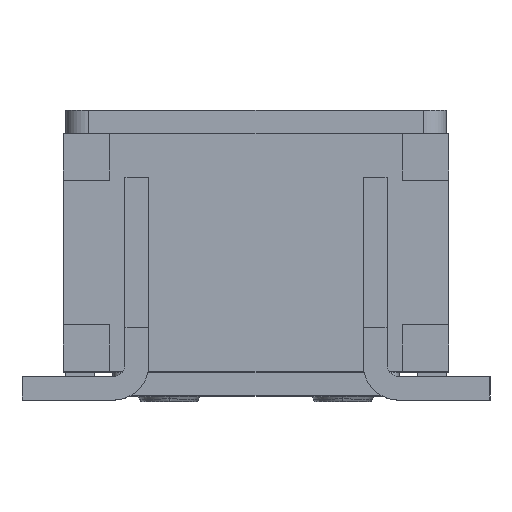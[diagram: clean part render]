
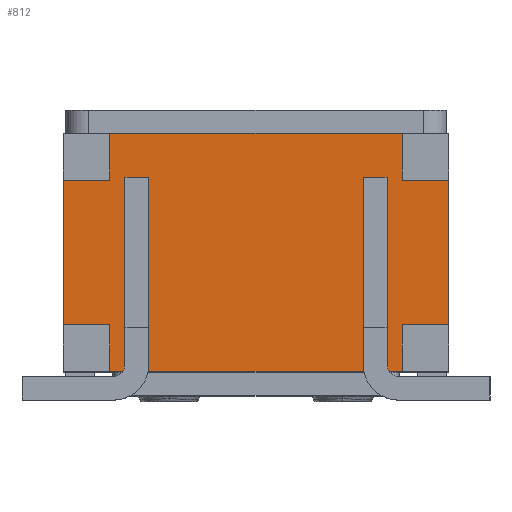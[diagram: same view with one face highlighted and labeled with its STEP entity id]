
A CAD part, top view. The second image highlights one B-rep face of the part: STEP entity #812.
In plain terms, the highlighted face is planar.
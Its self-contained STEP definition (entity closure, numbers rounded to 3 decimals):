
#39 = DIRECTION ( 'NONE',  ( 0., 0., 1. ) ) ;
#55 = VERTEX_POINT ( 'NONE', #5567 ) ;
#89 = DIRECTION ( 'NONE',  ( 0., 1., 0. ) ) ;
#132 = VECTOR ( 'NONE', #89, 1000. ) ;
#136 = ORIENTED_EDGE ( 'NONE', *, *, #4580, .F. ) ;
#172 = DIRECTION ( 'NONE',  ( 0., 0., -1. ) ) ;
#176 = CARTESIAN_POINT ( 'NONE',  ( 8.05, 4.115, 1.54 ) ) ;
#196 = EDGE_CURVE ( 'NONE', #5121, #2107, #1872, .T. ) ;
#579 = CARTESIAN_POINT ( 'NONE',  ( 8.05, -4.165, 1.54 ) ) ;
#752 = VECTOR ( 'NONE', #39, 1000. ) ;
#812 = ADVANCED_FACE ( 'NONE', ( #986 ), #1713, .T. ) ;
#986 = FACE_OUTER_BOUND ( 'NONE', #5464, .T. ) ;
#1016 = CARTESIAN_POINT ( 'NONE',  ( 8.05, -4.527, 1.54 ) ) ;
#1059 = ORIENTED_EDGE ( 'NONE', *, *, #196, .T. ) ;
#1114 = CARTESIAN_POINT ( 'NONE',  ( 8.05, 3.115, 2.794 ) ) ;
#1124 = DIRECTION ( 'NONE',  ( 0., 0., 1. ) ) ;
#1145 = DIRECTION ( 'NONE',  ( 0., 1., 0. ) ) ;
#1419 = DIRECTION ( 'NONE',  ( 0., 1., 0. ) ) ;
#1484 = EDGE_CURVE ( 'NONE', #4823, #2796, #4694, .T. ) ;
#1486 = ORIENTED_EDGE ( 'NONE', *, *, #4935, .T. ) ;
#1496 = ORIENTED_EDGE ( 'NONE', *, *, #5556, .T. ) ;
#1521 = CARTESIAN_POINT ( 'NONE',  ( 8.05, -3.115, 2.54 ) ) ;
#1581 = LINE ( 'NONE', #1971, #2590 ) ;
#1593 = DIRECTION ( 'NONE',  ( 0., 1., 0. ) ) ;
#1710 = VECTOR ( 'NONE', #4722, 1000. ) ;
#1713 = PLANE ( 'NONE',  #6283 ) ;
#1872 = LINE ( 'NONE', #3162, #4995 ) ;
#1888 = VECTOR ( 'NONE', #4975, 1000. ) ;
#1971 = CARTESIAN_POINT ( 'NONE',  ( 8.05, -4.115, 2.794 ) ) ;
#2009 = EDGE_CURVE ( 'NONE', #55, #5121, #3206, .T. ) ;
#2095 = LINE ( 'NONE', #1114, #752 ) ;
#2107 = VERTEX_POINT ( 'NONE', #5988 ) ;
#2226 = CARTESIAN_POINT ( 'NONE',  ( 8.05, 3.115, 2.54 ) ) ;
#2236 = LINE ( 'NONE', #5079, #4811 ) ;
#2276 = LINE ( 'NONE', #6328, #1710 ) ;
#2508 = LINE ( 'NONE', #579, #132 ) ;
#2590 = VECTOR ( 'NONE', #4979, 1000. ) ;
#2728 = VERTEX_POINT ( 'NONE', #5052 ) ;
#2796 = VERTEX_POINT ( 'NONE', #3713 ) ;
#3079 = EDGE_CURVE ( 'NONE', #4593, #6253, #6556, .T. ) ;
#3107 = VECTOR ( 'NONE', #172, 1000. ) ;
#3151 = DIRECTION ( 'NONE',  ( 0., 0., -1. ) ) ;
#3162 = CARTESIAN_POINT ( 'NONE',  ( 8.05, -3.115, 2.794 ) ) ;
#3177 = ORIENTED_EDGE ( 'NONE', *, *, #3079, .T. ) ;
#3197 = VERTEX_POINT ( 'NONE', #176 ) ;
#3201 = CARTESIAN_POINT ( 'NONE',  ( 8.05, -4.527, 2.794 ) ) ;
#3206 = LINE ( 'NONE', #4886, #6293 ) ;
#3304 = VECTOR ( 'NONE', #3151, 1000. ) ;
#3337 = ORIENTED_EDGE ( 'NONE', *, *, #3911, .F. ) ;
#3622 = CARTESIAN_POINT ( 'NONE',  ( 8.05, -4.115, 1.54 ) ) ;
#3662 = EDGE_CURVE ( 'NONE', #3197, #4593, #5981, .T. ) ;
#3666 = CARTESIAN_POINT ( 'NONE',  ( 8.05, 3.115, 1.54 ) ) ;
#3713 = CARTESIAN_POINT ( 'NONE',  ( 8.05, -3.115, 1.54 ) ) ;
#3747 = EDGE_CURVE ( 'NONE', #4823, #6253, #2276, .T. ) ;
#3803 = ORIENTED_EDGE ( 'NONE', *, *, #3662, .T. ) ;
#3911 = EDGE_CURVE ( 'NONE', #55, #4960, #1581, .T. ) ;
#4041 = EDGE_CURVE ( 'NONE', #4960, #2796, #2508, .T. ) ;
#4111 = CARTESIAN_POINT ( 'NONE',  ( 8.05, -4.527, -1.54 ) ) ;
#4236 = DIRECTION ( 'NONE',  ( 0., 0., -1. ) ) ;
#4439 = LINE ( 'NONE', #5163, #3107 ) ;
#4580 = EDGE_CURVE ( 'NONE', #3197, #5614, #4439, .T. ) ;
#4593 = VERTEX_POINT ( 'NONE', #3666 ) ;
#4694 = LINE ( 'NONE', #4718, #3304 ) ;
#4718 = CARTESIAN_POINT ( 'NONE',  ( 8.05, -3.115, 2.794 ) ) ;
#4720 = DIRECTION ( 'NONE',  ( 1., 0., 0. ) ) ;
#4722 = DIRECTION ( 'NONE',  ( 0., 1., 0. ) ) ;
#4728 = ORIENTED_EDGE ( 'NONE', *, *, #6009, .T. ) ;
#4811 = VECTOR ( 'NONE', #1145, 1000. ) ;
#4823 = VERTEX_POINT ( 'NONE', #1521 ) ;
#4883 = VECTOR ( 'NONE', #1593, 1000. ) ;
#4886 = CARTESIAN_POINT ( 'NONE',  ( 8.05, -4.527, -1.54 ) ) ;
#4935 = EDGE_CURVE ( 'NONE', #2728, #5654, #2095, .T. ) ;
#4960 = VERTEX_POINT ( 'NONE', #3622 ) ;
#4975 = DIRECTION ( 'NONE',  ( 0., -1., 0. ) ) ;
#4979 = DIRECTION ( 'NONE',  ( 0., 0., 1. ) ) ;
#4995 = VECTOR ( 'NONE', #4236, 1000. ) ;
#5052 = CARTESIAN_POINT ( 'NONE',  ( 8.05, 3.115, -2.54 ) ) ;
#5079 = CARTESIAN_POINT ( 'NONE',  ( 8.05, -4.527, -2.54 ) ) ;
#5121 = VERTEX_POINT ( 'NONE', #5698 ) ;
#5145 = CARTESIAN_POINT ( 'NONE',  ( 8.05, 3.115, -1.54 ) ) ;
#5150 = DIRECTION ( 'NONE',  ( 0., 0., -1. ) ) ;
#5156 = ORIENTED_EDGE ( 'NONE', *, *, #2009, .T. ) ;
#5163 = CARTESIAN_POINT ( 'NONE',  ( 8.05, 4.115, -2.794 ) ) ;
#5378 = ORIENTED_EDGE ( 'NONE', *, *, #3747, .F. ) ;
#5464 = EDGE_LOOP ( 'NONE', ( #3337, #5156, #1059, #1496, #1486, #4728, #136, #3803, #3177, #5378, #6533, #5814 ) ) ;
#5556 = EDGE_CURVE ( 'NONE', #2107, #2728, #2236, .T. ) ;
#5567 = CARTESIAN_POINT ( 'NONE',  ( 8.05, -4.115, -1.54 ) ) ;
#5576 = CARTESIAN_POINT ( 'NONE',  ( 8.05, 3.115, 2.794 ) ) ;
#5592 = LINE ( 'NONE', #4111, #4883 ) ;
#5614 = VERTEX_POINT ( 'NONE', #5668 ) ;
#5654 = VERTEX_POINT ( 'NONE', #5145 ) ;
#5668 = CARTESIAN_POINT ( 'NONE',  ( 8.05, 4.115, -1.54 ) ) ;
#5698 = CARTESIAN_POINT ( 'NONE',  ( 8.05, -3.115, -1.54 ) ) ;
#5814 = ORIENTED_EDGE ( 'NONE', *, *, #4041, .F. ) ;
#5981 = LINE ( 'NONE', #1016, #1888 ) ;
#5988 = CARTESIAN_POINT ( 'NONE',  ( 8.05, -3.115, -2.54 ) ) ;
#6009 = EDGE_CURVE ( 'NONE', #5654, #5614, #5592, .T. ) ;
#6077 = VECTOR ( 'NONE', #1124, 1000. ) ;
#6253 = VERTEX_POINT ( 'NONE', #2226 ) ;
#6283 = AXIS2_PLACEMENT_3D ( 'NONE', #3201, #4720, #5150 ) ;
#6293 = VECTOR ( 'NONE', #1419, 1000. ) ;
#6328 = CARTESIAN_POINT ( 'NONE',  ( 8.05, -4.527, 2.54 ) ) ;
#6533 = ORIENTED_EDGE ( 'NONE', *, *, #1484, .T. ) ;
#6556 = LINE ( 'NONE', #5576, #6077 ) ;
